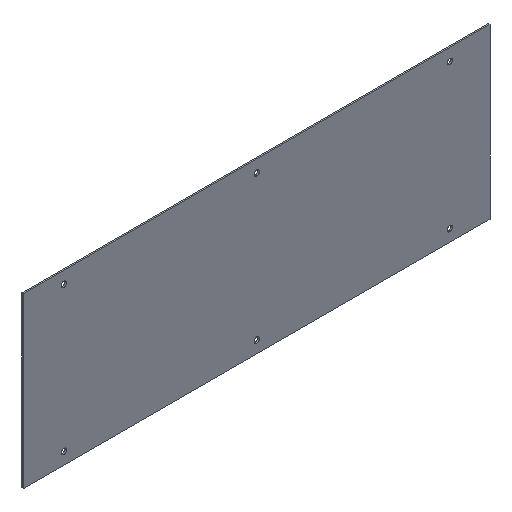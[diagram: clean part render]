
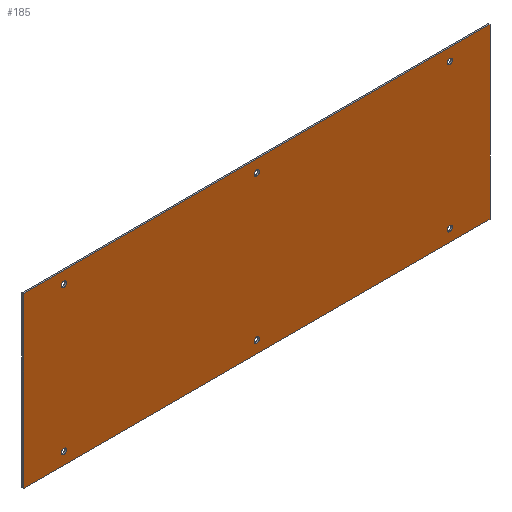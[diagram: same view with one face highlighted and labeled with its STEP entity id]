
A CAD part, isometric view. The second image highlights one B-rep face of the part: STEP entity #185.
In plain terms, the highlighted planar face has unit normal (0, -1, 0).
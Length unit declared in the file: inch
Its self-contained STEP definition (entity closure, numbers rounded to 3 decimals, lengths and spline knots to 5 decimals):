
#2 = CARTESIAN_POINT ( 'NONE',  ( -10.875, -0.0747, -3.9375 ) ) ;
#3 = LINE ( 'NONE', #31, #253 ) ;
#6 = LINE ( 'NONE', #331, #143 ) ;
#7 = FACE_OUTER_BOUND ( 'NONE', #170, .T. ) ;
#13 = CARTESIAN_POINT ( 'NONE',  ( 0., -0.0747, 3.5 ) ) ;
#17 = EDGE_CURVE ( 'NONE', #120, #120, #394, .T. ) ;
#30 = ORIENTED_EDGE ( 'NONE', *, *, #17, .T. ) ;
#31 = CARTESIAN_POINT ( 'NONE',  ( -10.875, -0.0747, -3.9375 ) ) ;
#33 = CARTESIAN_POINT ( 'NONE',  ( -9., -0.0747, -3.375 ) ) ;
#38 = DIRECTION ( 'NONE',  ( 0., 1., 0. ) ) ;
#39 = DIRECTION ( 'NONE',  ( 0., 1., 0. ) ) ;
#45 = EDGE_CURVE ( 'NONE', #332, #332, #234, .T. ) ;
#48 = EDGE_LOOP ( 'NONE', ( #51 ) ) ;
#51 = ORIENTED_EDGE ( 'NONE', *, *, #383, .T. ) ;
#61 = DIRECTION ( 'NONE',  ( 0., 1., 0. ) ) ;
#62 = VERTEX_POINT ( 'NONE', #269 ) ;
#63 = CIRCLE ( 'NONE', #117, 0.125 ) ;
#68 = VERTEX_POINT ( 'NONE', #13 ) ;
#72 = CARTESIAN_POINT ( 'NONE',  ( 0., -0.0747, -3.25 ) ) ;
#82 = FACE_BOUND ( 'NONE', #111, .T. ) ;
#88 = DIRECTION ( 'NONE',  ( 0., 0., 1. ) ) ;
#89 = FACE_BOUND ( 'NONE', #319, .T. ) ;
#91 = DIRECTION ( 'NONE',  ( 1., 0., 0. ) ) ;
#99 = DIRECTION ( 'NONE',  ( 0., 1., 0. ) ) ;
#102 = CARTESIAN_POINT ( 'NONE',  ( 10.875, -0.0747, 3.9375 ) ) ;
#111 = EDGE_LOOP ( 'NONE', ( #358 ) ) ;
#117 = AXIS2_PLACEMENT_3D ( 'NONE', #226, #39, #266 ) ;
#120 = VERTEX_POINT ( 'NONE', #72 ) ;
#132 = DIRECTION ( 'NONE',  ( 0., 0., -1. ) ) ;
#143 = VECTOR ( 'NONE', #300, 39.37008 ) ;
#144 = VERTEX_POINT ( 'NONE', #2 ) ;
#148 = FACE_BOUND ( 'NONE', #48, .T. ) ;
#155 = VECTOR ( 'NONE', #132, 39.37008 ) ;
#167 = VERTEX_POINT ( 'NONE', #340 ) ;
#170 = EDGE_LOOP ( 'NONE', ( #392, #324, #405, #344 ) ) ;
#171 = CARTESIAN_POINT ( 'NONE',  ( 10.875, -0.0747, 3.9375 ) ) ;
#172 = EDGE_LOOP ( 'NONE', ( #239 ) ) ;
#175 = FACE_BOUND ( 'NONE', #178, .T. ) ;
#178 = EDGE_LOOP ( 'NONE', ( #204 ) ) ;
#179 = EDGE_CURVE ( 'NONE', #376, #386, #366, .T. ) ;
#181 = DIRECTION ( 'NONE',  ( 0., 1., 0. ) ) ;
#182 = VERTEX_POINT ( 'NONE', #230 ) ;
#183 = ORIENTED_EDGE ( 'NONE', *, *, #311, .T. ) ;
#185 = ADVANCED_FACE ( 'NONE', ( #175, #148, #221, #89, #385, #82, #7 ), #219, .F. ) ;
#196 = DIRECTION ( 'NONE',  ( 0., 0., 1. ) ) ;
#198 = AXIS2_PLACEMENT_3D ( 'NONE', #400, #272, #337 ) ;
#204 = ORIENTED_EDGE ( 'NONE', *, *, #275, .T. ) ;
#207 = AXIS2_PLACEMENT_3D ( 'NONE', #220, #61, #88 ) ;
#216 = EDGE_CURVE ( 'NONE', #144, #376, #3, .T. ) ;
#219 = PLANE ( 'NONE',  #207 ) ;
#220 = CARTESIAN_POINT ( 'NONE',  ( 0., -0.0747, 0. ) ) ;
#221 = FACE_BOUND ( 'NONE', #265, .T. ) ;
#226 = CARTESIAN_POINT ( 'NONE',  ( 9., -0.0747, -3.375 ) ) ;
#230 = CARTESIAN_POINT ( 'NONE',  ( 9., -0.0747, -3.25 ) ) ;
#231 = AXIS2_PLACEMENT_3D ( 'NONE', #297, #99, #390 ) ;
#234 = CIRCLE ( 'NONE', #307, 0.125 ) ;
#239 = ORIENTED_EDGE ( 'NONE', *, *, #45, .T. ) ;
#245 = CARTESIAN_POINT ( 'NONE',  ( 0., -0.0747, -3.375 ) ) ;
#249 = EDGE_CURVE ( 'NONE', #386, #271, #412, .T. ) ;
#253 = VECTOR ( 'NONE', #196, 39.37008 ) ;
#261 = CARTESIAN_POINT ( 'NONE',  ( 10.875, -0.0747, -3.9375 ) ) ;
#264 = VECTOR ( 'NONE', #91, 39.37008 ) ;
#265 = EDGE_LOOP ( 'NONE', ( #30 ) ) ;
#266 = DIRECTION ( 'NONE',  ( 0., 0., 1. ) ) ;
#268 = CARTESIAN_POINT ( 'NONE',  ( -10.875, -0.0747, 3.9375 ) ) ;
#269 = CARTESIAN_POINT ( 'NONE',  ( -9., -0.0747, 3.5 ) ) ;
#271 = VERTEX_POINT ( 'NONE', #261 ) ;
#272 = DIRECTION ( 'NONE',  ( 0., 1., 0. ) ) ;
#275 = EDGE_CURVE ( 'NONE', #167, #167, #342, .T. ) ;
#282 = EDGE_CURVE ( 'NONE', #271, #144, #6, .T. ) ;
#297 = CARTESIAN_POINT ( 'NONE',  ( -9., -0.0747, 3.375 ) ) ;
#300 = DIRECTION ( 'NONE',  ( -1., 0., 0. ) ) ;
#306 = AXIS2_PLACEMENT_3D ( 'NONE', #33, #38, #329 ) ;
#307 = AXIS2_PLACEMENT_3D ( 'NONE', #355, #326, #388 ) ;
#311 = EDGE_CURVE ( 'NONE', #62, #62, #402, .T. ) ;
#319 = EDGE_LOOP ( 'NONE', ( #183 ) ) ;
#324 = ORIENTED_EDGE ( 'NONE', *, *, #249, .F. ) ;
#326 = DIRECTION ( 'NONE',  ( 0., 1., 0. ) ) ;
#329 = DIRECTION ( 'NONE',  ( 0., 0., 1. ) ) ;
#331 = CARTESIAN_POINT ( 'NONE',  ( 10.875, -0.0747, -3.9375 ) ) ;
#332 = VERTEX_POINT ( 'NONE', #336 ) ;
#336 = CARTESIAN_POINT ( 'NONE',  ( 9., -0.0747, 3.5 ) ) ;
#337 = DIRECTION ( 'NONE',  ( 0., 0., 1. ) ) ;
#340 = CARTESIAN_POINT ( 'NONE',  ( -9., -0.0747, -3.25 ) ) ;
#342 = CIRCLE ( 'NONE', #306, 0.125 ) ;
#344 = ORIENTED_EDGE ( 'NONE', *, *, #216, .F. ) ;
#355 = CARTESIAN_POINT ( 'NONE',  ( 9., -0.0747, 3.375 ) ) ;
#356 = EDGE_CURVE ( 'NONE', #182, #182, #63, .T. ) ;
#358 = ORIENTED_EDGE ( 'NONE', *, *, #356, .T. ) ;
#366 = LINE ( 'NONE', #387, #264 ) ;
#371 = CIRCLE ( 'NONE', #198, 0.125 ) ;
#376 = VERTEX_POINT ( 'NONE', #268 ) ;
#383 = EDGE_CURVE ( 'NONE', #68, #68, #371, .T. ) ;
#385 = FACE_BOUND ( 'NONE', #172, .T. ) ;
#386 = VERTEX_POINT ( 'NONE', #102 ) ;
#387 = CARTESIAN_POINT ( 'NONE',  ( -10.875, -0.0747, 3.9375 ) ) ;
#388 = DIRECTION ( 'NONE',  ( 0., 0., 1. ) ) ;
#390 = DIRECTION ( 'NONE',  ( 0., 0., 1. ) ) ;
#392 = ORIENTED_EDGE ( 'NONE', *, *, #282, .F. ) ;
#394 = CIRCLE ( 'NONE', #401, 0.125 ) ;
#400 = CARTESIAN_POINT ( 'NONE',  ( 0., -0.0747, 3.375 ) ) ;
#401 = AXIS2_PLACEMENT_3D ( 'NONE', #245, #181, #406 ) ;
#402 = CIRCLE ( 'NONE', #231, 0.125 ) ;
#405 = ORIENTED_EDGE ( 'NONE', *, *, #179, .F. ) ;
#406 = DIRECTION ( 'NONE',  ( 0., 0., 1. ) ) ;
#412 = LINE ( 'NONE', #171, #155 ) ;
